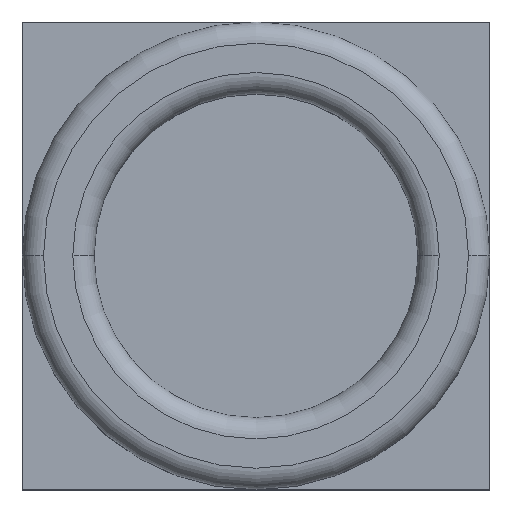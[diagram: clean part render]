
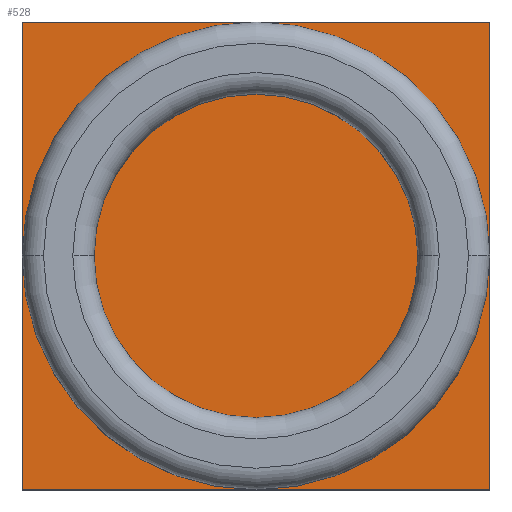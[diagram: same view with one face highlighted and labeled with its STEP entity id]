
A CAD part, top view. The second image highlights one B-rep face of the part: STEP entity #528.
In plain terms, the highlighted planar face has unit normal (0, 0, 1).
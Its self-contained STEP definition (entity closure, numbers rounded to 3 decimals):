
#23 = EDGE_CURVE ( 'NONE', #263, #242, #182, .T. ) ;
#51 = CARTESIAN_POINT ( 'NONE',  ( -5.5, -5.5, 1. ) ) ;
#67 = CARTESIAN_POINT ( 'NONE',  ( -5.5, -5.5, 1. ) ) ;
#182 = LINE ( 'NONE', #437, #935 ) ;
#242 = VERTEX_POINT ( 'NONE', #744 ) ;
#263 = VERTEX_POINT ( 'NONE', #539 ) ;
#269 = ORIENTED_EDGE ( 'NONE', *, *, #395, .T. ) ;
#300 = DIRECTION ( 'NONE',  ( -1., 0., 0. ) ) ;
#305 = LINE ( 'NONE', #67, #571 ) ;
#331 = DIRECTION ( 'NONE',  ( 0., -1., 0. ) ) ;
#351 = EDGE_CURVE ( 'NONE', #419, #263, #305, .T. ) ;
#380 = EDGE_CURVE ( 'NONE', #242, #484, #952, .T. ) ;
#387 = CARTESIAN_POINT ( 'NONE',  ( 5.5, 5.5, 1. ) ) ;
#393 = ORIENTED_EDGE ( 'NONE', *, *, #351, .T. ) ;
#395 = EDGE_CURVE ( 'NONE', #484, #419, #748, .T. ) ;
#398 = VECTOR ( 'NONE', #300, 1000. ) ;
#405 = CARTESIAN_POINT ( 'NONE',  ( -5.5, -5.5, 1. ) ) ;
#419 = VERTEX_POINT ( 'NONE', #51 ) ;
#437 = CARTESIAN_POINT ( 'NONE',  ( 5.5, -5.5, 1. ) ) ;
#484 = VERTEX_POINT ( 'NONE', #523 ) ;
#492 = AXIS2_PLACEMENT_3D ( 'NONE', #405, #701, #331 ) ;
#523 = CARTESIAN_POINT ( 'NONE',  ( -5.5, 5.5, 1. ) ) ;
#528 = ADVANCED_FACE ( 'NONE', ( #622 ), #905, .F. ) ;
#539 = CARTESIAN_POINT ( 'NONE',  ( 5.5, -5.5, 1. ) ) ;
#571 = VECTOR ( 'NONE', #608, 1000. ) ;
#602 = VECTOR ( 'NONE', #686, 1000. ) ;
#608 = DIRECTION ( 'NONE',  ( 1., 0., 0. ) ) ;
#622 = FACE_OUTER_BOUND ( 'NONE', #850, .T. ) ;
#686 = DIRECTION ( 'NONE',  ( 0., -1., 0. ) ) ;
#699 = ORIENTED_EDGE ( 'NONE', *, *, #23, .T. ) ;
#701 = DIRECTION ( 'NONE',  ( 0., 0., -1. ) ) ;
#711 = DIRECTION ( 'NONE',  ( 0., 1., 0. ) ) ;
#717 = ORIENTED_EDGE ( 'NONE', *, *, #380, .T. ) ;
#744 = CARTESIAN_POINT ( 'NONE',  ( 5.5, 5.5, 1. ) ) ;
#748 = LINE ( 'NONE', #886, #602 ) ;
#850 = EDGE_LOOP ( 'NONE', ( #699, #717, #269, #393 ) ) ;
#886 = CARTESIAN_POINT ( 'NONE',  ( -5.5, 5.5, 1. ) ) ;
#905 = PLANE ( 'NONE',  #492 ) ;
#935 = VECTOR ( 'NONE', #711, 1000. ) ;
#952 = LINE ( 'NONE', #387, #398 ) ;
